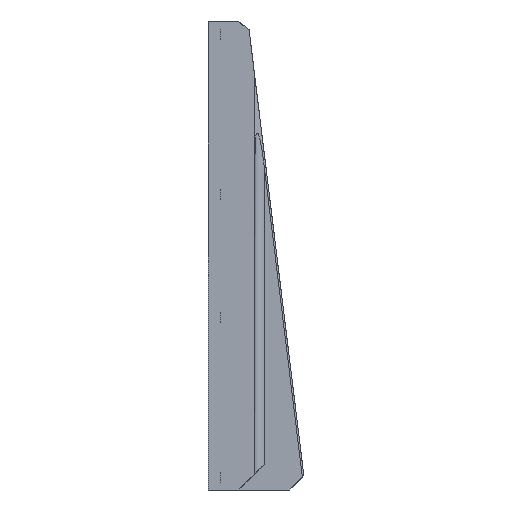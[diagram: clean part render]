
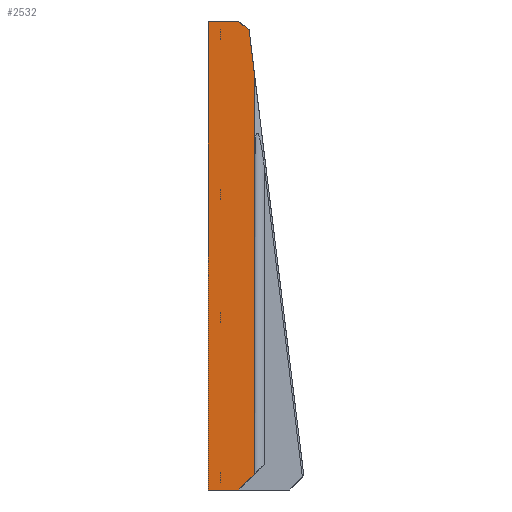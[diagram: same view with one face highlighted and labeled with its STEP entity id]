
A CAD part, left-side view. The second image highlights one B-rep face of the part: STEP entity #2532.
In plain terms, the highlighted planar face has unit normal (-1, 0, 0).
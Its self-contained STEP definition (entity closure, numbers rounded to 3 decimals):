
#20 = VECTOR ( 'NONE', #5635, 1000. ) ;
#38 = ORIENTED_EDGE ( 'NONE', *, *, #2916, .F. ) ;
#120 = DIRECTION ( 'NONE',  ( 0., 1., 0. ) ) ;
#169 = CARTESIAN_POINT ( 'NONE',  ( -166.137, -9.629, 73.269 ) ) ;
#176 = DIRECTION ( 'NONE',  ( 0., 1., 0. ) ) ;
#252 = LINE ( 'NONE', #1408, #1602 ) ;
#335 = CARTESIAN_POINT ( 'NONE',  ( -166.137, -15., -73.269 ) ) ;
#381 = EDGE_LOOP ( 'NONE', ( #7079, #2603, #1448, #2343, #38, #5869, #6286 ) ) ;
#410 = DIRECTION ( 'NONE',  ( -1., 0., 0. ) ) ;
#479 = CARTESIAN_POINT ( 'NONE',  ( -166.137, -14.5, 56.98 ) ) ;
#491 = EDGE_CURVE ( 'NONE', #1939, #822, #2715, .T. ) ;
#568 = VECTOR ( 'NONE', #120, 1000. ) ;
#822 = VERTEX_POINT ( 'NONE', #2565 ) ;
#858 = FACE_OUTER_BOUND ( 'NONE', #381, .T. ) ;
#927 = AXIS2_PLACEMENT_3D ( 'NONE', #335, #410, #1539 ) ;
#1049 = CARTESIAN_POINT ( 'NONE',  ( -166.137, 0., -73.269 ) ) ;
#1199 = EDGE_CURVE ( 'NONE', #6897, #7071, #252, .T. ) ;
#1201 = LINE ( 'NONE', #5720, #568 ) ;
#1250 = CARTESIAN_POINT ( 'NONE',  ( -166.137, -14.5, -73.269 ) ) ;
#1408 = CARTESIAN_POINT ( 'NONE',  ( -166.137, -84.056, 15.119 ) ) ;
#1448 = ORIENTED_EDGE ( 'NONE', *, *, #6678, .T. ) ;
#1449 = CARTESIAN_POINT ( 'NONE',  ( -166.137, -14.5, -68.269 ) ) ;
#1539 = DIRECTION ( 'NONE',  ( 0., 0., 1. ) ) ;
#1602 = VECTOR ( 'NONE', #4856, 1000. ) ;
#1913 = LINE ( 'NONE', #2571, #2428 ) ;
#1939 = VERTEX_POINT ( 'NONE', #3957 ) ;
#2343 = ORIENTED_EDGE ( 'NONE', *, *, #491, .F. ) ;
#2428 = VECTOR ( 'NONE', #4250, 1000. ) ;
#2474 = VECTOR ( 'NONE', #3541, 1000. ) ;
#2532 = ADVANCED_FACE ( 'NONE', ( #858 ), #6059, .T. ) ;
#2565 = CARTESIAN_POINT ( 'NONE',  ( -166.137, 0., 73.269 ) ) ;
#2571 = CARTESIAN_POINT ( 'NONE',  ( -166.137, -21.177, 2.6 ) ) ;
#2603 = ORIENTED_EDGE ( 'NONE', *, *, #1199, .T. ) ;
#2715 = LINE ( 'NONE', #1049, #5451 ) ;
#2750 = DIRECTION ( 'NONE',  ( 0., 0., 1. ) ) ;
#2800 = CARTESIAN_POINT ( 'NONE',  ( -166.137, -12.805, 70.787 ) ) ;
#2916 = EDGE_CURVE ( 'NONE', #3727, #1939, #1201, .T. ) ;
#3129 = VERTEX_POINT ( 'NONE', #479 ) ;
#3541 = DIRECTION ( 'NONE',  ( 0., 0., -1. ) ) ;
#3727 = VERTEX_POINT ( 'NONE', #6225 ) ;
#3957 = CARTESIAN_POINT ( 'NONE',  ( -166.137, 0., -73.269 ) ) ;
#4001 = LINE ( 'NONE', #5080, #20 ) ;
#4250 = DIRECTION ( 'NONE',  ( 0., -0.122, -0.993 ) ) ;
#4263 = EDGE_CURVE ( 'NONE', #6897, #3129, #1913, .T. ) ;
#4641 = VERTEX_POINT ( 'NONE', #1449 ) ;
#4665 = LINE ( 'NONE', #1250, #2474 ) ;
#4856 = DIRECTION ( 'NONE',  ( 0., 0.788, 0.616 ) ) ;
#5080 = CARTESIAN_POINT ( 'NONE',  ( -166.137, -12.25, -70.519 ) ) ;
#5256 = LINE ( 'NONE', #5924, #7125 ) ;
#5451 = VECTOR ( 'NONE', #2750, 1000. ) ;
#5635 = DIRECTION ( 'NONE',  ( 0., -0.707, 0.707 ) ) ;
#5720 = CARTESIAN_POINT ( 'NONE',  ( -166.137, -15., -73.269 ) ) ;
#5869 = ORIENTED_EDGE ( 'NONE', *, *, #6487, .T. ) ;
#5924 = CARTESIAN_POINT ( 'NONE',  ( -166.137, -15., 73.269 ) ) ;
#6059 = PLANE ( 'NONE',  #927 ) ;
#6225 = CARTESIAN_POINT ( 'NONE',  ( -166.137, -9.5, -73.269 ) ) ;
#6286 = ORIENTED_EDGE ( 'NONE', *, *, #7001, .F. ) ;
#6487 = EDGE_CURVE ( 'NONE', #3727, #4641, #4001, .T. ) ;
#6678 = EDGE_CURVE ( 'NONE', #7071, #822, #5256, .T. ) ;
#6897 = VERTEX_POINT ( 'NONE', #2800 ) ;
#7001 = EDGE_CURVE ( 'NONE', #3129, #4641, #4665, .T. ) ;
#7071 = VERTEX_POINT ( 'NONE', #169 ) ;
#7079 = ORIENTED_EDGE ( 'NONE', *, *, #4263, .F. ) ;
#7125 = VECTOR ( 'NONE', #176, 1000. ) ;
